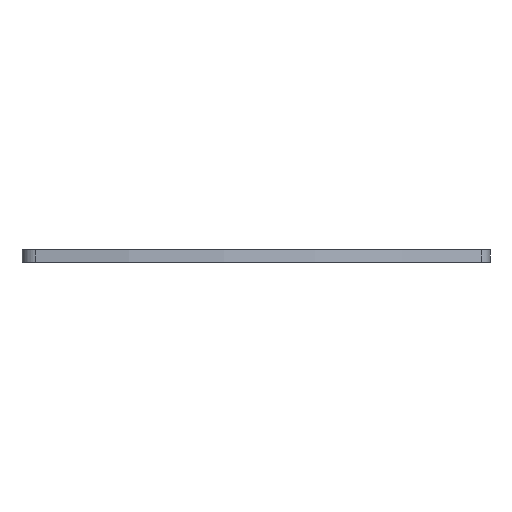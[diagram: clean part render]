
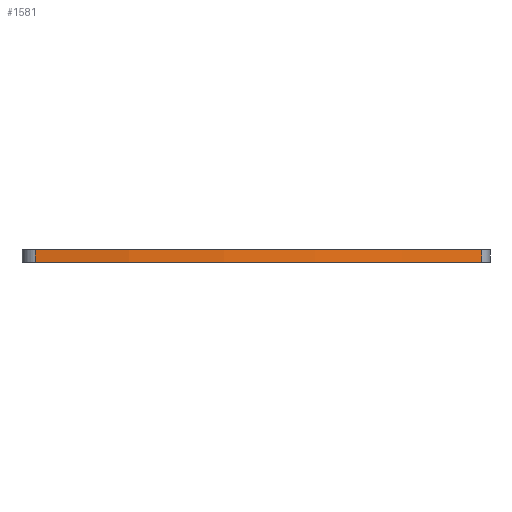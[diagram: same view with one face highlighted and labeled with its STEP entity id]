
A CAD part, front view. The second image highlights one B-rep face of the part: STEP entity #1581.
In plain terms, the highlighted cylindrical face has radius 187.992 mm (diameter 375.985 mm), a partial arc.
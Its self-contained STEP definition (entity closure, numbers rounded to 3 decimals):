
#232=FACE_OUTER_BOUND('',#327,.T.);
#327=EDGE_LOOP('',(#1282,#1283,#1284,#1285));
#455=LINE('',#2640,#569);
#456=LINE('',#2643,#570);
#569=VECTOR('',#2105,10.);
#570=VECTOR('',#2108,10.);
#635=CIRCLE('',#1668,187.992);
#683=CIRCLE('',#1738,187.992);
#782=VERTEX_POINT('',#2449);
#783=VERTEX_POINT('',#2451);
#855=VERTEX_POINT('',#2639);
#856=VERTEX_POINT('',#2641);
#926=EDGE_CURVE('',#782,#783,#635,.T.);
#1020=EDGE_CURVE('',#855,#782,#455,.T.);
#1021=EDGE_CURVE('',#856,#855,#683,.T.);
#1022=EDGE_CURVE('',#856,#783,#456,.T.);
#1282=ORIENTED_EDGE('',*,*,#926,.F.);
#1283=ORIENTED_EDGE('',*,*,#1020,.F.);
#1284=ORIENTED_EDGE('',*,*,#1021,.F.);
#1285=ORIENTED_EDGE('',*,*,#1022,.T.);
#1524=CYLINDRICAL_SURFACE('',#1737,187.992);
#1581=ADVANCED_FACE('',(#232),#1524,.T.);
#1668=AXIS2_PLACEMENT_3D('',#2452,#1919,#1920);
#1737=AXIS2_PLACEMENT_3D('',#2638,#2103,#2104);
#1738=AXIS2_PLACEMENT_3D('',#2642,#2106,#2107);
#1919=DIRECTION('center_axis',(0.,0.,-1.));
#1920=DIRECTION('ref_axis',(-0.157,-0.988,0.));
#2103=DIRECTION('center_axis',(0.,0.,-1.));
#2104=DIRECTION('ref_axis',(-0.157,-0.988,0.));
#2105=DIRECTION('',(0.,0.,-1.));
#2106=DIRECTION('center_axis',(0.,0.,1.));
#2107=DIRECTION('ref_axis',(-0.157,-0.988,0.));
#2108=DIRECTION('',(0.,0.,-1.));
#2449=CARTESIAN_POINT('',(147.407,58.324,0.));
#2451=CARTESIAN_POINT('',(4.214,22.432,0.));
#2452=CARTESIAN_POINT('Origin',(33.773,208.086,0.));
#2638=CARTESIAN_POINT('Origin',(33.773,208.086,4.));
#2639=CARTESIAN_POINT('',(147.407,58.324,4.));
#2640=CARTESIAN_POINT('',(147.407,58.324,0.));
#2641=CARTESIAN_POINT('',(4.214,22.432,4.));
#2642=CARTESIAN_POINT('Origin',(33.773,208.086,4.));
#2643=CARTESIAN_POINT('',(4.214,22.432,4.));
